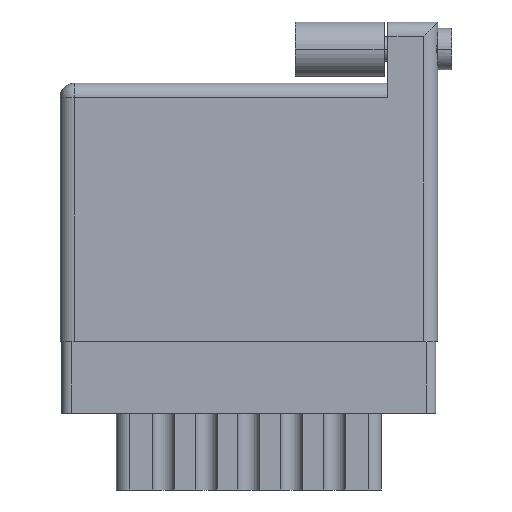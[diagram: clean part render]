
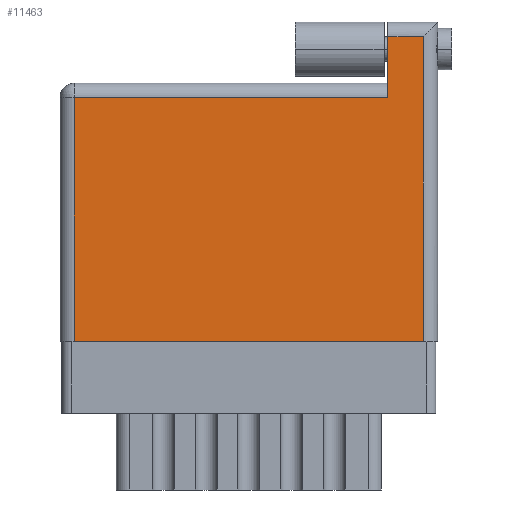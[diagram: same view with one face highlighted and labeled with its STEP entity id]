
A CAD part, front view. The second image highlights one B-rep face of the part: STEP entity #11463.
In plain terms, the highlighted face is planar.
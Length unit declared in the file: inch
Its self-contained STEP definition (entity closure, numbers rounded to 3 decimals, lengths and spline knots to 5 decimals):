
#607 = ORIENTED_EDGE ( 'NONE', *, *, #4200, .T. ) ;
#701 = CARTESIAN_POINT ( 'NONE',  ( 1.275, 0., 0. ) ) ;
#1002 = CARTESIAN_POINT ( 'NONE',  ( 0.05, 0., 0. ) ) ;
#1414 = LINE ( 'NONE', #9461, #16847 ) ;
#1810 = DIRECTION ( 'NONE',  ( 0., 1., 0. ) ) ;
#2204 = CARTESIAN_POINT ( 'NONE',  ( 1.15, 1.12, 0. ) ) ;
#2436 = EDGE_CURVE ( 'NONE', #11130, #19227, #11108, .T. ) ;
#3400 = ORIENTED_EDGE ( 'NONE', *, *, #2436, .T. ) ;
#3797 = VECTOR ( 'NONE', #15836, 39.37008 ) ;
#4200 = EDGE_CURVE ( 'NONE', #5145, #19209, #12595, .T. ) ;
#4236 = DIRECTION ( 'NONE',  ( -1., 0., 0. ) ) ;
#4704 = CARTESIAN_POINT ( 'NONE',  ( 0., 1.07, 0. ) ) ;
#4763 = CARTESIAN_POINT ( 'NONE',  ( 0.05, 0., 0. ) ) ;
#5145 = VERTEX_POINT ( 'NONE', #701 ) ;
#5365 = EDGE_LOOP ( 'NONE', ( #11515, #607, #17051, #11767, #9741, #3400 ) ) ;
#5386 = LINE ( 'NONE', #7422, #3797 ) ;
#5444 = LINE ( 'NONE', #2204, #14840 ) ;
#5531 = EDGE_CURVE ( 'NONE', #19227, #5145, #5386, .T. ) ;
#5774 = PLANE ( 'NONE',  #13746 ) ;
#5984 = VECTOR ( 'NONE', #1810, 39.37008 ) ;
#7073 = VERTEX_POINT ( 'NONE', #19305 ) ;
#7208 = EDGE_CURVE ( 'NONE', #19209, #10662, #7778, .T. ) ;
#7422 = CARTESIAN_POINT ( 'NONE',  ( 0., 0., 0. ) ) ;
#7778 = LINE ( 'NONE', #4704, #18876 ) ;
#7924 = DIRECTION ( 'NONE',  ( -1., 0., 0. ) ) ;
#9378 = CARTESIAN_POINT ( 'NONE',  ( 1.15, 1.07, 0. ) ) ;
#9461 = CARTESIAN_POINT ( 'NONE',  ( 0., 0.856, 0. ) ) ;
#9467 = VECTOR ( 'NONE', #9612, 39.37008 ) ;
#9612 = DIRECTION ( 'NONE',  ( 0., -1., 0. ) ) ;
#9741 = ORIENTED_EDGE ( 'NONE', *, *, #19326, .T. ) ;
#10662 = VERTEX_POINT ( 'NONE', #9378 ) ;
#11048 = CARTESIAN_POINT ( 'NONE',  ( 0., 0.906, 0. ) ) ;
#11108 = LINE ( 'NONE', #1002, #9467 ) ;
#11130 = VERTEX_POINT ( 'NONE', #15207 ) ;
#11389 = EDGE_CURVE ( 'NONE', #10662, #7073, #5444, .T. ) ;
#11463 = ADVANCED_FACE ( 'NONE', ( #21508 ), #5774, .F. ) ;
#11515 = ORIENTED_EDGE ( 'NONE', *, *, #5531, .T. ) ;
#11767 = ORIENTED_EDGE ( 'NONE', *, *, #11389, .T. ) ;
#12595 = LINE ( 'NONE', #19274, #5984 ) ;
#13746 = AXIS2_PLACEMENT_3D ( 'NONE', #11048, #20125, #7924 ) ;
#14840 = VECTOR ( 'NONE', #16219, 39.37008 ) ;
#15202 = DIRECTION ( 'NONE',  ( -1., 0., 0. ) ) ;
#15207 = CARTESIAN_POINT ( 'NONE',  ( 0.05, 0.856, 0. ) ) ;
#15836 = DIRECTION ( 'NONE',  ( 1., 0., 0. ) ) ;
#16219 = DIRECTION ( 'NONE',  ( 0., -1., 0. ) ) ;
#16847 = VECTOR ( 'NONE', #15202, 39.37008 ) ;
#17051 = ORIENTED_EDGE ( 'NONE', *, *, #7208, .T. ) ;
#18876 = VECTOR ( 'NONE', #4236, 39.37008 ) ;
#19209 = VERTEX_POINT ( 'NONE', #22333 ) ;
#19227 = VERTEX_POINT ( 'NONE', #4763 ) ;
#19274 = CARTESIAN_POINT ( 'NONE',  ( 1.275, 1.12, 0. ) ) ;
#19305 = CARTESIAN_POINT ( 'NONE',  ( 1.15, 0.856, 0. ) ) ;
#19326 = EDGE_CURVE ( 'NONE', #7073, #11130, #1414, .T. ) ;
#20125 = DIRECTION ( 'NONE',  ( 0., 0., -1. ) ) ;
#21508 = FACE_OUTER_BOUND ( 'NONE', #5365, .T. ) ;
#22333 = CARTESIAN_POINT ( 'NONE',  ( 1.275, 1.07, 0. ) ) ;
